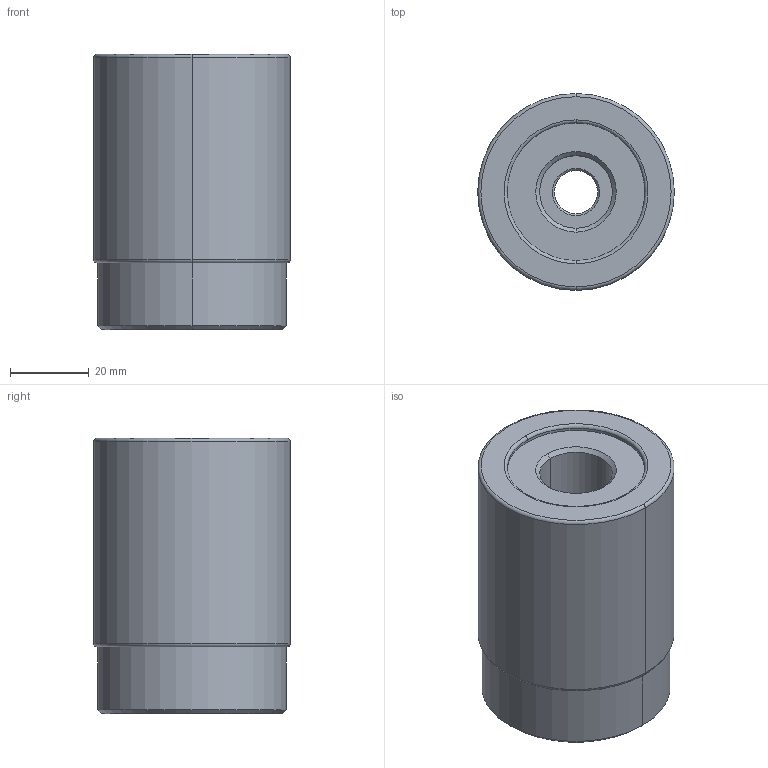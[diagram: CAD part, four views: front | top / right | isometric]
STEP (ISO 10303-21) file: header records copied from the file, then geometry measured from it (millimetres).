
FILE_DESCRIPTION((''),'2;1');
FILE_NAME('DEX','2021-06-16T13:19:20',('bernerhp'),(''),'CREO PARAMETRIC BY PTC INC, 2019030','CREO PARAMETRIC BY PTC INC, 2019030','');
FILE_SCHEMA(('AP242_MANAGED_MODEL_BASED_3D_ENGINEERING_MIM_LF { 1 0 10303 442 1 1 4 }'));
Length unit declared in the file: millimetre
Products named in the file (1): DEX
Bounding box: 50 x 50 x 70 mm (x, y, z)
Volume: 114160.5 mm3; surface area: 18436 mm2
Topology: 1 solids, 1 shells, 41 faces, 85 edges, 50 vertices
Faces by surface type: cylinder 14, cone 14, torus 8, plane 5
Entity records: 1542 total; most frequent: DIRECTION 236, CARTESIAN_POINT 181, ORIENTED_EDGE 164, AXIS2_PLACEMENT_3D 103, PRESENTATION_STYLE_ASSIGNMENT 94, STYLED_ITEM 89, CURVE_STYLE 88, EDGE_CURVE 82
